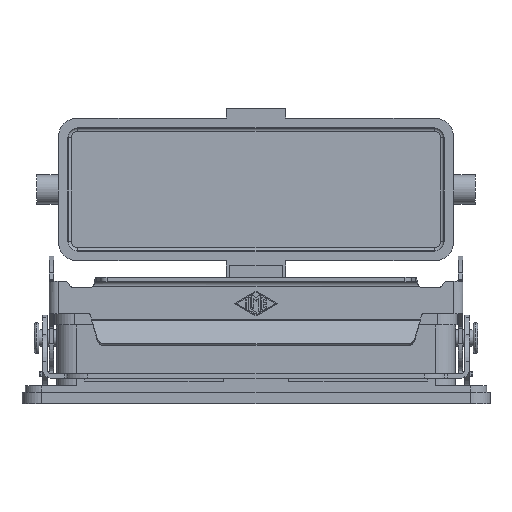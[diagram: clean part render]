
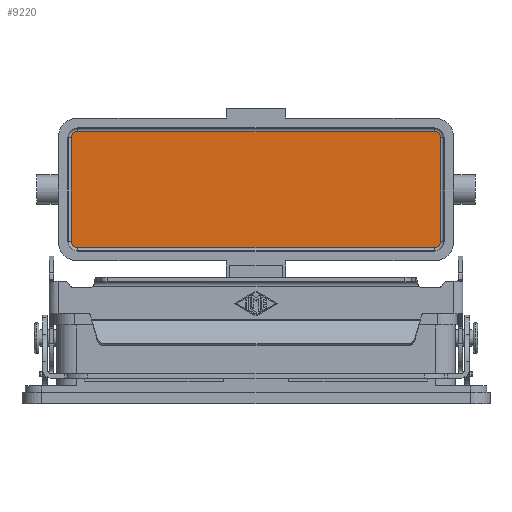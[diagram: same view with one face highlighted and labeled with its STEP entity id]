
A CAD part, front view. The second image highlights one B-rep face of the part: STEP entity #9220.
In plain terms, the highlighted planar face has unit normal (0, -1, 0).
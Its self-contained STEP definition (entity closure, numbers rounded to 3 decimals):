
#8725=CARTESIAN_POINT('',(-54.25,45.25,63.));
#8726=VERTEX_POINT('',#8725);
#8743=CARTESIAN_POINT('',(-56.25,45.25,61.));
#8744=VERTEX_POINT('',#8743);
#8752=CARTESIAN_POINT('',(-54.25,45.25,61.));
#8753=DIRECTION('',(0.,1.,0.));
#8754=DIRECTION('',(-0.707,0.,0.707));
#8755=AXIS2_PLACEMENT_3D('',#8752,#8753,#8754);
#8756=CIRCLE('',#8755,2.);
#8757=EDGE_CURVE('',#8744,#8726,#8756,.T.);
#8769=CARTESIAN_POINT('',(54.25,45.25,63.));
#8770=VERTEX_POINT('',#8769);
#8771=CARTESIAN_POINT('',(-54.25,45.25,63.));
#8772=DIRECTION('',(1.0,0.0,0.0));
#8773=VECTOR('',#8772,108.5);
#8774=LINE('',#8771,#8773);
#8775=EDGE_CURVE('',#8726,#8770,#8774,.T.);
#8793=CARTESIAN_POINT('',(-56.25,45.25,29.5));
#8794=VERTEX_POINT('',#8793);
#8802=CARTESIAN_POINT('',(-56.25,45.25,29.5));
#8803=DIRECTION('',(0.0,0.0,1.0));
#8804=VECTOR('',#8803,31.5);
#8805=LINE('',#8802,#8804);
#8806=EDGE_CURVE('',#8794,#8744,#8805,.T.);
#8865=CARTESIAN_POINT('',(56.25,45.25,61.));
#8866=VERTEX_POINT('',#8865);
#8884=CARTESIAN_POINT('',(54.25,45.25,61.));
#8885=DIRECTION('',(0.,1.,0.));
#8886=DIRECTION('',(0.707,0.,0.707));
#8887=AXIS2_PLACEMENT_3D('',#8884,#8885,#8886);
#8888=CIRCLE('',#8887,2.);
#8889=EDGE_CURVE('',#8770,#8866,#8888,.T.);
#8948=CARTESIAN_POINT('',(-54.25,45.25,27.5));
#8949=VERTEX_POINT('',#8948);
#8957=CARTESIAN_POINT('',(-54.25,45.25,29.5));
#8958=DIRECTION('',(0.,1.,0.));
#8959=DIRECTION('',(-0.707,0.,-0.707));
#8960=AXIS2_PLACEMENT_3D('',#8957,#8958,#8959);
#8961=CIRCLE('',#8960,2.);
#8962=EDGE_CURVE('',#8949,#8794,#8961,.T.);
#8983=CARTESIAN_POINT('',(56.25,45.25,29.5));
#8984=VERTEX_POINT('',#8983);
#8985=CARTESIAN_POINT('',(56.25,45.25,61.));
#8986=DIRECTION('',(0.0,0.0,-1.0));
#8987=VECTOR('',#8986,31.5);
#8988=LINE('',#8985,#8987);
#8989=EDGE_CURVE('',#8866,#8984,#8988,.T.);
#9007=CARTESIAN_POINT('',(54.25,45.25,27.5));
#9008=VERTEX_POINT('',#9007);
#9016=CARTESIAN_POINT('',(54.25,45.25,27.5));
#9017=DIRECTION('',(-1.0,0.0,0.0));
#9018=VECTOR('',#9017,108.5);
#9019=LINE('',#9016,#9018);
#9020=EDGE_CURVE('',#9008,#8949,#9019,.T.);
#9080=CARTESIAN_POINT('',(54.25,45.25,29.5));
#9081=DIRECTION('',(0.,1.,0.));
#9082=DIRECTION('',(0.707,0.,-0.707));
#9083=AXIS2_PLACEMENT_3D('',#9080,#9081,#9082);
#9084=CIRCLE('',#9083,2.);
#9085=EDGE_CURVE('',#8984,#9008,#9084,.T.);
#9205=CARTESIAN_POINT('',(0.,45.25,45.25));
#9206=DIRECTION('',(0.0,1.0,0.0));
#9207=DIRECTION('',(0.0,0.0,1.0));
#9208=AXIS2_PLACEMENT_3D('',#9205,#9206,#9207);
#9209=PLANE('',#9208);
#9210=ORIENTED_EDGE('',*,*,#8757,.F.);
#9211=ORIENTED_EDGE('',*,*,#8806,.F.);
#9212=ORIENTED_EDGE('',*,*,#8962,.F.);
#9213=ORIENTED_EDGE('',*,*,#9020,.F.);
#9214=ORIENTED_EDGE('',*,*,#9085,.F.);
#9215=ORIENTED_EDGE('',*,*,#8989,.F.);
#9216=ORIENTED_EDGE('',*,*,#8889,.F.);
#9217=ORIENTED_EDGE('',*,*,#8775,.F.);
#9218=EDGE_LOOP('',(#9210,#9211,#9212,#9213,#9214,#9215,#9216,#9217));
#9219=FACE_OUTER_BOUND('',#9218,.T.);
#9220=ADVANCED_FACE('',(#9219),#9209,.F.);
